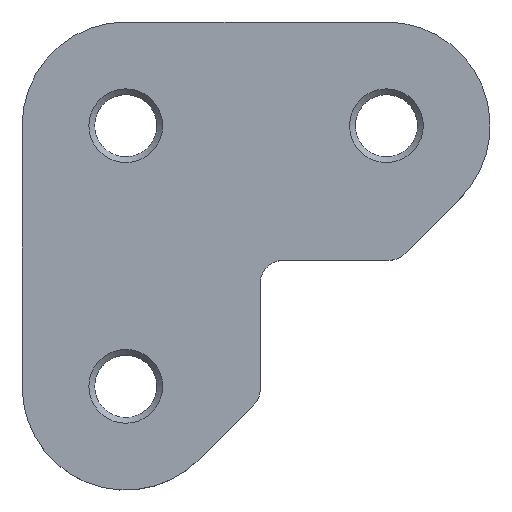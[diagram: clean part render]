
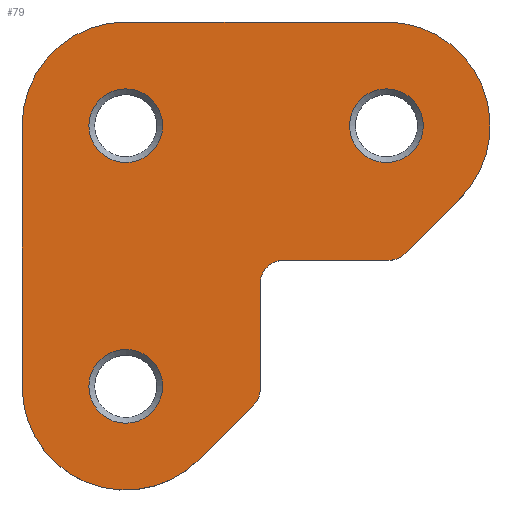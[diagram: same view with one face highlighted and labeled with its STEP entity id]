
A CAD part, top view. The second image highlights one B-rep face of the part: STEP entity #79.
In plain terms, the highlighted planar face has unit normal (0, 0, 1).
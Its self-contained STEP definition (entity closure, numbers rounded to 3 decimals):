
#79 = ADVANCED_FACE( '', ( #105, #106, #107, #108 ), #109, .T. );
#105 = FACE_BOUND( '', #157, .T. );
#106 = FACE_BOUND( '', #158, .T. );
#107 = FACE_BOUND( '', #159, .T. );
#108 = FACE_OUTER_BOUND( '', #160, .T. );
#109 = PLANE( '', #161 );
#157 = EDGE_LOOP( '', ( #226 ) );
#158 = EDGE_LOOP( '', ( #227 ) );
#159 = EDGE_LOOP( '', ( #228 ) );
#160 = EDGE_LOOP( '', ( #229, #230, #231, #232, #233, #234, #235, #236, #237, #238, #239, #240 ) );
#161 = AXIS2_PLACEMENT_3D( '', #241, #242, #243 );
#226 = ORIENTED_EDGE( '', *, *, #363, .T. );
#227 = ORIENTED_EDGE( '', *, *, #364, .T. );
#228 = ORIENTED_EDGE( '', *, *, #355, .T. );
#229 = ORIENTED_EDGE( '', *, *, #358, .F. );
#230 = ORIENTED_EDGE( '', *, *, #365, .T. );
#231 = ORIENTED_EDGE( '', *, *, #350, .T. );
#232 = ORIENTED_EDGE( '', *, *, #366, .T. );
#233 = ORIENTED_EDGE( '', *, *, #367, .T. );
#234 = ORIENTED_EDGE( '', *, *, #368, .T. );
#235 = ORIENTED_EDGE( '', *, *, #369, .T. );
#236 = ORIENTED_EDGE( '', *, *, #370, .T. );
#237 = ORIENTED_EDGE( '', *, *, #371, .T. );
#238 = ORIENTED_EDGE( '', *, *, #372, .T. );
#239 = ORIENTED_EDGE( '', *, *, #373, .F. );
#240 = ORIENTED_EDGE( '', *, *, #360, .F. );
#241 = CARTESIAN_POINT( '', ( 0., 22.627, 6. ) );
#242 = DIRECTION( '', ( 0., 0., 1. ) );
#243 = DIRECTION( '', ( 1., 0., 0. ) );
#350 = EDGE_CURVE( '', #395, #396, #397, .T. );
#355 = EDGE_CURVE( '', #405, #405, #406, .F. );
#358 = EDGE_CURVE( '', #410, #412, #413, .T. );
#360 = EDGE_CURVE( '', #412, #415, #416, .T. );
#363 = EDGE_CURVE( '', #420, #420, #421, .F. );
#364 = EDGE_CURVE( '', #422, #422, #423, .F. );
#365 = EDGE_CURVE( '', #410, #395, #424, .T. );
#366 = EDGE_CURVE( '', #396, #425, #426, .T. );
#367 = EDGE_CURVE( '', #425, #427, #428, .T. );
#368 = EDGE_CURVE( '', #427, #429, #430, .T. );
#369 = EDGE_CURVE( '', #429, #431, #432, .T. );
#370 = EDGE_CURVE( '', #431, #433, #434, .T. );
#371 = EDGE_CURVE( '', #433, #435, #436, .T. );
#372 = EDGE_CURVE( '', #435, #437, #438, .T. );
#373 = EDGE_CURVE( '', #415, #437, #439, .T. );
#395 = VERTEX_POINT( '', #473 );
#396 = VERTEX_POINT( '', #474 );
#397 = LINE( '', #475, #476 );
#405 = VERTEX_POINT( '', #487 );
#406 = CIRCLE( '', #488, 3.2 );
#410 = VERTEX_POINT( '', #493 );
#412 = VERTEX_POINT( '', #496 );
#413 = LINE( '', #497, #498 );
#415 = VERTEX_POINT( '', #501 );
#416 = CIRCLE( '', #502, 2. );
#420 = VERTEX_POINT( '', #507 );
#421 = CIRCLE( '', #508, 3.2 );
#422 = VERTEX_POINT( '', #509 );
#423 = CIRCLE( '', #510, 3.2 );
#424 = CIRCLE( '', #511, 2. );
#425 = VERTEX_POINT( '', #512 );
#426 = CIRCLE( '', #513, 9. );
#427 = VERTEX_POINT( '', #514 );
#428 = LINE( '', #515, #516 );
#429 = VERTEX_POINT( '', #517 );
#430 = CIRCLE( '', #518, 9. );
#431 = VERTEX_POINT( '', #519 );
#432 = LINE( '', #520, #521 );
#433 = VERTEX_POINT( '', #522 );
#434 = CIRCLE( '', #523, 9. );
#435 = VERTEX_POINT( '', #524 );
#436 = LINE( '', #525, #526 );
#437 = VERTEX_POINT( '', #527 );
#438 = CIRCLE( '', #528, 2. );
#439 = LINE( '', #529, #530 );
#473 = CARTESIAN_POINT( '', ( 24.263, 11.536, 6. ) );
#474 = CARTESIAN_POINT( '', ( 28.991, 16.263, 6. ) );
#475 = CARTESIAN_POINT( '', ( 6.364, -6.364, 6. ) );
#476 = VECTOR( '', #575, 1000. );
#487 = CARTESIAN_POINT( '', ( 3.2, 0., 6. ) );
#488 = AXIS2_PLACEMENT_3D( '', #582, #583, #584 );
#493 = CARTESIAN_POINT( '', ( 22.849, 10.95, 6. ) );
#496 = CARTESIAN_POINT( '', ( 13.678, 10.95, 6. ) );
#497 = CARTESIAN_POINT( '', ( 13.678, 10.95, 6. ) );
#498 = VECTOR( '', #587, 1000. );
#501 = CARTESIAN_POINT( '', ( 11.678, 8.95, 6. ) );
#502 = AXIS2_PLACEMENT_3D( '', #589, #590, #591 );
#507 = CARTESIAN_POINT( '', ( 25.827, 22.627, 6. ) );
#508 = AXIS2_PLACEMENT_3D( '', #596, #597, #598 );
#509 = CARTESIAN_POINT( '', ( 3.2, 22.627, 6. ) );
#510 = AXIS2_PLACEMENT_3D( '', #599, #600, #601 );
#511 = AXIS2_PLACEMENT_3D( '', #602, #603, #604 );
#512 = CARTESIAN_POINT( '', ( 22.627, 31.627, 6. ) );
#513 = AXIS2_PLACEMENT_3D( '', #605, #606, #607 );
#514 = CARTESIAN_POINT( '', ( 0., 31.627, 6. ) );
#515 = CARTESIAN_POINT( '', ( 0., 31.627, 6. ) );
#516 = VECTOR( '', #608, 1000. );
#517 = CARTESIAN_POINT( '', ( -9., 22.627, 6. ) );
#518 = AXIS2_PLACEMENT_3D( '', #609, #610, #611 );
#519 = CARTESIAN_POINT( '', ( -9., 0., 6. ) );
#520 = CARTESIAN_POINT( '', ( -9., 22.627, 6. ) );
#521 = VECTOR( '', #612, 1000. );
#522 = CARTESIAN_POINT( '', ( 6.364, -6.364, 6. ) );
#523 = AXIS2_PLACEMENT_3D( '', #613, #614, #615 );
#524 = CARTESIAN_POINT( '', ( 11.092, -1.636, 6. ) );
#525 = CARTESIAN_POINT( '', ( 6.364, -6.364, 6. ) );
#526 = VECTOR( '', #616, 1000. );
#527 = CARTESIAN_POINT( '', ( 11.678, -0.222, 6. ) );
#528 = AXIS2_PLACEMENT_3D( '', #617, #618, #619 );
#529 = CARTESIAN_POINT( '', ( 11.678, -12.238, 6. ) );
#530 = VECTOR( '', #620, 1000. );
#575 = DIRECTION( '', ( 0.707, 0.707, 0. ) );
#582 = CARTESIAN_POINT( '', ( 0., 0., 6. ) );
#583 = DIRECTION( '', ( 0., 0., 1. ) );
#584 = DIRECTION( '', ( 1., 0., 0. ) );
#587 = DIRECTION( '', ( -1., 0., 0. ) );
#589 = CARTESIAN_POINT( '', ( 13.678, 8.95, 6. ) );
#590 = DIRECTION( '', ( 0., 0., 1. ) );
#591 = DIRECTION( '', ( 1., 0., 0. ) );
#596 = CARTESIAN_POINT( '', ( 22.627, 22.627, 6. ) );
#597 = DIRECTION( '', ( 0., 0., 1. ) );
#598 = DIRECTION( '', ( 1., 0., 0. ) );
#599 = CARTESIAN_POINT( '', ( 0., 22.627, 6. ) );
#600 = DIRECTION( '', ( 0., 0., 1. ) );
#601 = DIRECTION( '', ( 1., 0., 0. ) );
#602 = CARTESIAN_POINT( '', ( 22.849, 12.95, 6. ) );
#603 = DIRECTION( '', ( 0., 0., 1. ) );
#604 = DIRECTION( '', ( 1., 0., 0. ) );
#605 = CARTESIAN_POINT( '', ( 22.627, 22.627, 6. ) );
#606 = DIRECTION( '', ( 0., 0., 1. ) );
#607 = DIRECTION( '', ( -1., 0., 0. ) );
#608 = DIRECTION( '', ( -1., 0., 0. ) );
#609 = CARTESIAN_POINT( '', ( 0., 22.627, 6. ) );
#610 = DIRECTION( '', ( 0., 0., 1. ) );
#611 = DIRECTION( '', ( 1., 0., 0. ) );
#612 = DIRECTION( '', ( 0., -1., 0. ) );
#613 = CARTESIAN_POINT( '', ( 0., 0., 6. ) );
#614 = DIRECTION( '', ( 0., 0., 1. ) );
#615 = DIRECTION( '', ( 1., 0., 0. ) );
#616 = DIRECTION( '', ( 0.707, 0.707, 0. ) );
#617 = CARTESIAN_POINT( '', ( 9.678, -0.222, 6. ) );
#618 = DIRECTION( '', ( 0., 0., 1. ) );
#619 = DIRECTION( '', ( 1., 0., 0. ) );
#620 = DIRECTION( '', ( 0., -1., 0. ) );
